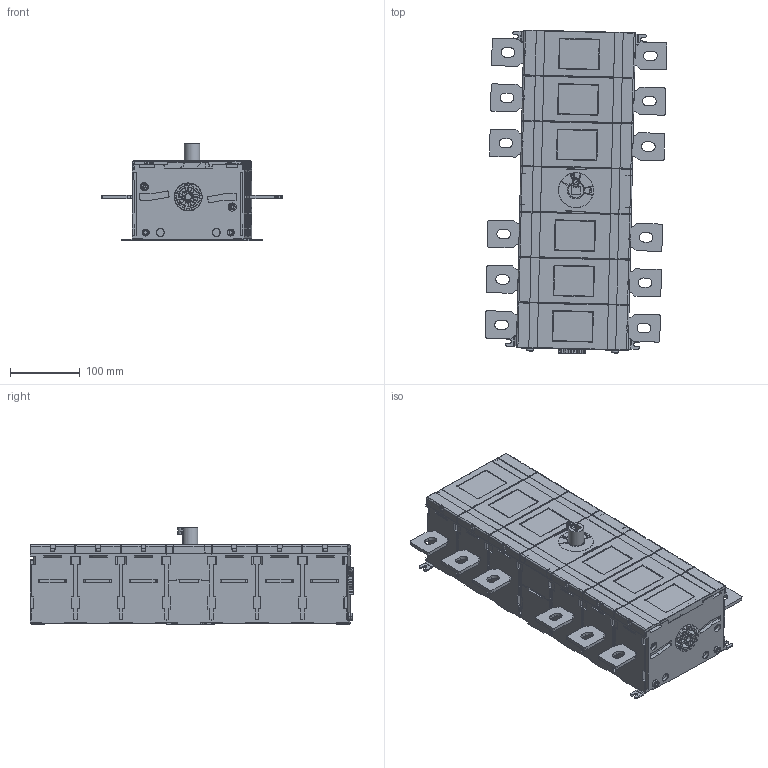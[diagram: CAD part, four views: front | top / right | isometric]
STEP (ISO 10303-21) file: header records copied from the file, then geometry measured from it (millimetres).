
FILE_DESCRIPTION((''),'2;1');
FILE_NAME('OT630-800E33_IGS','2018-08-15T',('FIALBJO'),(''),'CREO PARAMETRIC BY PTC INC, 2017480','CREO PARAMETRIC BY PTC INC, 2017480','');
FILE_SCHEMA(('AUTOMOTIVE_DESIGN { 1 0 10303 214 1 1 1 1 }'));
Products named in the file (1): OT630-800E33_IGS
Bounding box: 259.98 x 463.62 x 140 mm (x, y, z)
Volume: 8155244.2 mm3; surface area: 412421.8 mm2
Topology: 2 solids, 63 shells, 4121 faces, 11287 edges, 7327 vertices
Faces by surface type: plane 2862, cylinder 897, torus 196, cone 75, bspline 52, sphere 27, extrusion 12
Entity records: 149888 total; most frequent: CARTESIAN_POINT 46048, ORIENTED_EDGE 22520, DIRECTION 20057, EDGE_CURVE 11260, VECTOR 8401, LINE 8389, VERTEX_POINT 7327, AXIS2_PLACEMENT_3D 5828
